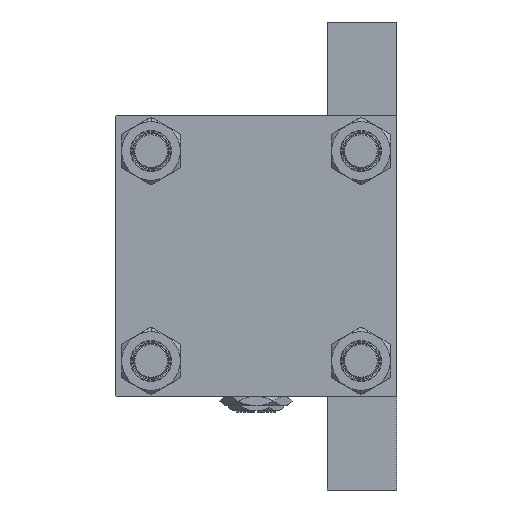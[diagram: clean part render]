
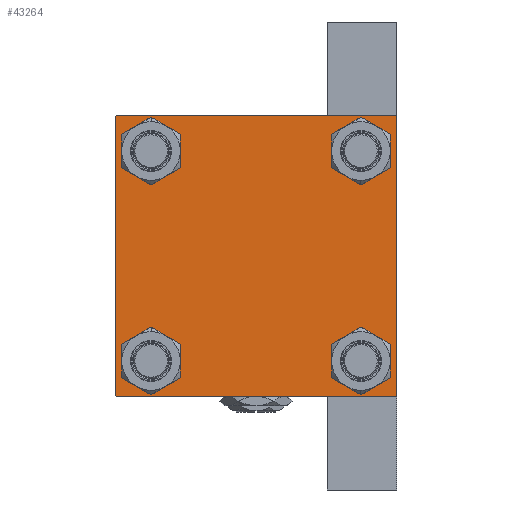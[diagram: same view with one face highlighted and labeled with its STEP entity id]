
A CAD part, left-side view. The second image highlights one B-rep face of the part: STEP entity #43264.
In plain terms, the highlighted planar face has unit normal (-1, 0, 0).
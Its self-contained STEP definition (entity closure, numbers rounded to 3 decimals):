
#2 = ORIENTED_EDGE ( 'NONE', *, *, #6509, .T. ) ;
#91 = DIRECTION ( 'NONE',  ( 1., 0., 0. ) ) ;
#238 = EDGE_LOOP ( 'NONE', ( #14338, #40289 ) ) ;
#364 = VERTEX_POINT ( 'NONE', #40995 ) ;
#931 = CARTESIAN_POINT ( 'NONE',  ( 0., 64.5, -65. ) ) ;
#1261 = DIRECTION ( 'NONE',  ( 1., 0., 0. ) ) ;
#1762 = DIRECTION ( 'NONE',  ( -1., 0., 0. ) ) ;
#2862 = VERTEX_POINT ( 'NONE', #14231 ) ;
#2902 = DIRECTION ( 'NONE',  ( 0., 0., -1. ) ) ;
#3284 = DIRECTION ( 'NONE',  ( 1., 0., 0. ) ) ;
#3842 = LINE ( 'NONE', #31422, #6024 ) ;
#3966 = AXIS2_PLACEMENT_3D ( 'NONE', #17227, #1261, #17476 ) ;
#4131 = CARTESIAN_POINT ( 'NONE',  ( 0., 65., 65. ) ) ;
#4234 = CIRCLE ( 'NONE', #37198, 8.5 ) ;
#4305 = CIRCLE ( 'NONE', #33134, 8.5 ) ;
#4663 = VECTOR ( 'NONE', #8742, 1000. ) ;
#5068 = ORIENTED_EDGE ( 'NONE', *, *, #50525, .T. ) ;
#5117 = VECTOR ( 'NONE', #21886, 1000. ) ;
#5368 = AXIS2_PLACEMENT_3D ( 'NONE', #6114, #1762, #17469 ) ;
#5583 = EDGE_CURVE ( 'NONE', #15888, #35204, #7005, .T. ) ;
#6024 = VECTOR ( 'NONE', #50243, 1000. ) ;
#6114 = CARTESIAN_POINT ( 'NONE',  ( 0., 0., 0. ) ) ;
#6509 = EDGE_CURVE ( 'NONE', #12238, #19643, #43994, .T. ) ;
#7005 = LINE ( 'NONE', #18880, #19244 ) ;
#7019 = CARTESIAN_POINT ( 'NONE',  ( 0., -48.45, 48.45 ) ) ;
#7407 = ORIENTED_EDGE ( 'NONE', *, *, #33371, .T. ) ;
#8742 = DIRECTION ( 'NONE',  ( 0., -1., 0. ) ) ;
#8748 = VERTEX_POINT ( 'NONE', #15812 ) ;
#8884 = CARTESIAN_POINT ( 'NONE',  ( 0., 48.45, -48.45 ) ) ;
#9412 = VERTEX_POINT ( 'NONE', #931 ) ;
#9587 = CIRCLE ( 'NONE', #30158, 8.5 ) ;
#10026 = LINE ( 'NONE', #25771, #5117 ) ;
#10781 = CARTESIAN_POINT ( 'NONE',  ( 0., 48.45, -56.95 ) ) ;
#11985 = CARTESIAN_POINT ( 'NONE',  ( 0., -48.45, -48.45 ) ) ;
#12238 = VERTEX_POINT ( 'NONE', #46350 ) ;
#12261 = CARTESIAN_POINT ( 'NONE',  ( 0., 48.45, 39.95 ) ) ;
#12436 = EDGE_CURVE ( 'NONE', #50134, #2862, #36547, .T. ) ;
#12538 = ORIENTED_EDGE ( 'NONE', *, *, #38670, .F. ) ;
#12713 = CARTESIAN_POINT ( 'NONE',  ( 0., -64.75, -64.75 ) ) ;
#13327 = ORIENTED_EDGE ( 'NONE', *, *, #38891, .T. ) ;
#14001 = DIRECTION ( 'NONE',  ( 0., 0., 1. ) ) ;
#14231 = CARTESIAN_POINT ( 'NONE',  ( 0., 65., 64.5 ) ) ;
#14338 = ORIENTED_EDGE ( 'NONE', *, *, #36098, .T. ) ;
#14581 = DIRECTION ( 'NONE',  ( 0., 0., 1. ) ) ;
#14993 = EDGE_CURVE ( 'NONE', #29839, #26753, #9587, .T. ) ;
#15281 = CARTESIAN_POINT ( 'NONE',  ( 0., 64.5, 65. ) ) ;
#15537 = CARTESIAN_POINT ( 'NONE',  ( 0., -64.5, -65. ) ) ;
#15812 = CARTESIAN_POINT ( 'NONE',  ( 0., 65., -64.5 ) ) ;
#15888 = VERTEX_POINT ( 'NONE', #17188 ) ;
#16491 = VERTEX_POINT ( 'NONE', #30640 ) ;
#16744 = AXIS2_PLACEMENT_3D ( 'NONE', #11985, #34962, #39320 ) ;
#16854 = EDGE_LOOP ( 'NONE', ( #16973, #43635 ) ) ;
#16973 = ORIENTED_EDGE ( 'NONE', *, *, #19809, .T. ) ;
#17188 = CARTESIAN_POINT ( 'NONE',  ( 0., -65., 64.5 ) ) ;
#17219 = FACE_BOUND ( 'NONE', #24416, .T. ) ;
#17227 = CARTESIAN_POINT ( 'NONE',  ( 0., -48.45, -48.45 ) ) ;
#17469 = DIRECTION ( 'NONE',  ( 0., 0., 1. ) ) ;
#17476 = DIRECTION ( 'NONE',  ( 0., 0., 1. ) ) ;
#17720 = FACE_BOUND ( 'NONE', #42452, .T. ) ;
#18880 = CARTESIAN_POINT ( 'NONE',  ( 0., -65., 65. ) ) ;
#19106 = CIRCLE ( 'NONE', #24896, 8.5 ) ;
#19244 = VECTOR ( 'NONE', #2902, 1000. ) ;
#19636 = ORIENTED_EDGE ( 'NONE', *, *, #14993, .T. ) ;
#19643 = VERTEX_POINT ( 'NONE', #31434 ) ;
#19750 = EDGE_CURVE ( 'NONE', #16491, #28536, #30306, .T. ) ;
#19809 = EDGE_CURVE ( 'NONE', #20429, #38178, #32793, .T. ) ;
#20117 = AXIS2_PLACEMENT_3D ( 'NONE', #33669, #49393, #14581 ) ;
#20429 = VERTEX_POINT ( 'NONE', #40442 ) ;
#20797 = CARTESIAN_POINT ( 'NONE',  ( 0., 64.75, 64.75 ) ) ;
#21001 = VECTOR ( 'NONE', #40645, 1000. ) ;
#21886 = DIRECTION ( 'NONE',  ( 0., 0.707, 0.707 ) ) ;
#22039 = DIRECTION ( 'NONE',  ( 0., 0., 1. ) ) ;
#22101 = FACE_BOUND ( 'NONE', #238, .T. ) ;
#22507 = DIRECTION ( 'NONE',  ( 0., -0.707, -0.707 ) ) ;
#22769 = VECTOR ( 'NONE', #47691, 1000. ) ;
#23130 = CARTESIAN_POINT ( 'NONE',  ( 0., 48.45, 48.45 ) ) ;
#23338 = VECTOR ( 'NONE', #40035, 1000. ) ;
#24416 = EDGE_LOOP ( 'NONE', ( #29156, #2 ) ) ;
#24744 = LINE ( 'NONE', #44321, #4663 ) ;
#24896 = AXIS2_PLACEMENT_3D ( 'NONE', #7019, #91, #38494 ) ;
#25771 = CARTESIAN_POINT ( 'NONE',  ( 0., -64.75, 64.75 ) ) ;
#26753 = VERTEX_POINT ( 'NONE', #44672 ) ;
#26973 = EDGE_LOOP ( 'NONE', ( #43717, #42205, #5068, #13327, #48057, #7407, #12538, #45119 ) ) ;
#28176 = CIRCLE ( 'NONE', #16744, 8.5 ) ;
#28536 = VERTEX_POINT ( 'NONE', #46422 ) ;
#28998 = DIRECTION ( 'NONE',  ( 1., 0., 0. ) ) ;
#29156 = ORIENTED_EDGE ( 'NONE', *, *, #36386, .T. ) ;
#29732 = CARTESIAN_POINT ( 'NONE',  ( 0., 48.45, -48.45 ) ) ;
#29779 = DIRECTION ( 'NONE',  ( 1., 0., 0. ) ) ;
#29836 = FACE_BOUND ( 'NONE', #16854, .T. ) ;
#29839 = VERTEX_POINT ( 'NONE', #10781 ) ;
#30158 = AXIS2_PLACEMENT_3D ( 'NONE', #8884, #28998, #44702 ) ;
#30306 = CIRCLE ( 'NONE', #3966, 8.5 ) ;
#30640 = CARTESIAN_POINT ( 'NONE',  ( 0., -48.45, -56.95 ) ) ;
#31422 = CARTESIAN_POINT ( 'NONE',  ( 0., 65., 65. ) ) ;
#31434 = CARTESIAN_POINT ( 'NONE',  ( 0., -48.45, 56.95 ) ) ;
#31552 = EDGE_CURVE ( 'NONE', #38178, #20429, #4234, .T. ) ;
#32743 = EDGE_CURVE ( 'NONE', #26753, #29839, #4305, .T. ) ;
#32793 = CIRCLE ( 'NONE', #36919, 8.5 ) ;
#33134 = AXIS2_PLACEMENT_3D ( 'NONE', #29732, #46217, #14001 ) ;
#33371 = EDGE_CURVE ( 'NONE', #15888, #364, #10026, .T. ) ;
#33669 = CARTESIAN_POINT ( 'NONE',  ( 0., -48.45, 48.45 ) ) ;
#34962 = DIRECTION ( 'NONE',  ( 1., 0., 0. ) ) ;
#35204 = VERTEX_POINT ( 'NONE', #47714 ) ;
#35600 = LINE ( 'NONE', #4131, #22769 ) ;
#36098 = EDGE_CURVE ( 'NONE', #28536, #16491, #28176, .T. ) ;
#36386 = EDGE_CURVE ( 'NONE', #19643, #12238, #19106, .T. ) ;
#36547 = LINE ( 'NONE', #20797, #21001 ) ;
#36919 = AXIS2_PLACEMENT_3D ( 'NONE', #23130, #3284, #42449 ) ;
#37198 = AXIS2_PLACEMENT_3D ( 'NONE', #41624, #29779, #22039 ) ;
#37264 = EDGE_CURVE ( 'NONE', #8748, #9412, #37983, .T. ) ;
#37333 = FACE_OUTER_BOUND ( 'NONE', #26973, .T. ) ;
#37831 = PLANE ( 'NONE',  #5368 ) ;
#37983 = LINE ( 'NONE', #45461, #49589 ) ;
#38178 = VERTEX_POINT ( 'NONE', #12261 ) ;
#38494 = DIRECTION ( 'NONE',  ( 0., 0., 1. ) ) ;
#38670 = EDGE_CURVE ( 'NONE', #50134, #364, #3842, .T. ) ;
#38891 = EDGE_CURVE ( 'NONE', #50099, #35204, #50175, .T. ) ;
#39320 = DIRECTION ( 'NONE',  ( 0., 0., 1. ) ) ;
#39866 = ORIENTED_EDGE ( 'NONE', *, *, #32743, .T. ) ;
#40035 = DIRECTION ( 'NONE',  ( 0., -0.707, 0.707 ) ) ;
#40289 = ORIENTED_EDGE ( 'NONE', *, *, #19750, .T. ) ;
#40442 = CARTESIAN_POINT ( 'NONE',  ( 0., 48.45, 56.95 ) ) ;
#40645 = DIRECTION ( 'NONE',  ( 0., 0.707, -0.707 ) ) ;
#40995 = CARTESIAN_POINT ( 'NONE',  ( 0., -64.5, 65. ) ) ;
#41624 = CARTESIAN_POINT ( 'NONE',  ( 0., 48.45, 48.45 ) ) ;
#42205 = ORIENTED_EDGE ( 'NONE', *, *, #37264, .T. ) ;
#42449 = DIRECTION ( 'NONE',  ( 0., 0., 1. ) ) ;
#42452 = EDGE_LOOP ( 'NONE', ( #39866, #19636 ) ) ;
#43264 = ADVANCED_FACE ( 'NONE', ( #17219, #22101, #17720, #29836, #37333 ), #37831, .T. ) ;
#43635 = ORIENTED_EDGE ( 'NONE', *, *, #31552, .T. ) ;
#43717 = ORIENTED_EDGE ( 'NONE', *, *, #46125, .T. ) ;
#43994 = CIRCLE ( 'NONE', #20117, 8.5 ) ;
#44321 = CARTESIAN_POINT ( 'NONE',  ( 0., 65., -65. ) ) ;
#44672 = CARTESIAN_POINT ( 'NONE',  ( 0., 48.45, -39.95 ) ) ;
#44702 = DIRECTION ( 'NONE',  ( 0., 0., 1. ) ) ;
#45119 = ORIENTED_EDGE ( 'NONE', *, *, #12436, .T. ) ;
#45461 = CARTESIAN_POINT ( 'NONE',  ( 0., 64.75, -64.75 ) ) ;
#46125 = EDGE_CURVE ( 'NONE', #2862, #8748, #35600, .T. ) ;
#46217 = DIRECTION ( 'NONE',  ( 1., 0., 0. ) ) ;
#46350 = CARTESIAN_POINT ( 'NONE',  ( 0., -48.45, 39.95 ) ) ;
#46422 = CARTESIAN_POINT ( 'NONE',  ( 0., -48.45, -39.95 ) ) ;
#47691 = DIRECTION ( 'NONE',  ( 0., 0., -1. ) ) ;
#47714 = CARTESIAN_POINT ( 'NONE',  ( 0., -65., -64.5 ) ) ;
#48057 = ORIENTED_EDGE ( 'NONE', *, *, #5583, .F. ) ;
#49393 = DIRECTION ( 'NONE',  ( 1., 0., 0. ) ) ;
#49589 = VECTOR ( 'NONE', #22507, 1000. ) ;
#50099 = VERTEX_POINT ( 'NONE', #15537 ) ;
#50134 = VERTEX_POINT ( 'NONE', #15281 ) ;
#50175 = LINE ( 'NONE', #12713, #23338 ) ;
#50243 = DIRECTION ( 'NONE',  ( 0., -1., 0. ) ) ;
#50525 = EDGE_CURVE ( 'NONE', #9412, #50099, #24744, .T. ) ;
